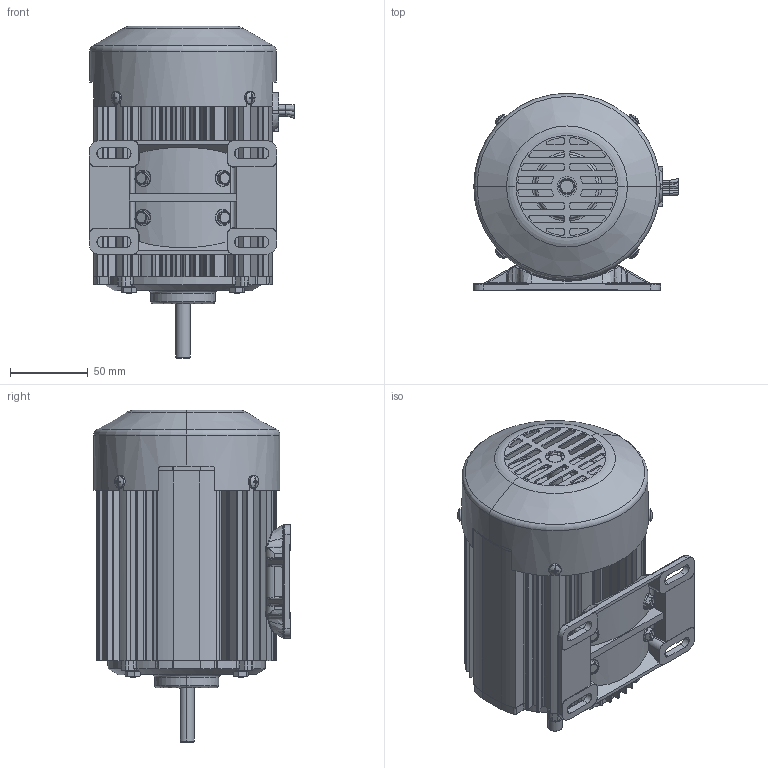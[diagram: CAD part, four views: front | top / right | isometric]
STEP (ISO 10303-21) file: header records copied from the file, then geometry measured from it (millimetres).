
FILE_DESCRIPTION (( 'STEP AP203' ), '1' );
FILE_NAME ('INFM0139.STEP', '2013-12-03T19:08:56', ( 'Sustem Administrator' ), ( 'Bodine Electric Company' ), 'SwSTEP 2.0', 'SolidWorks 2013', '' );
FILE_SCHEMA (( 'CONFIG_CONTROL_DESIGN' ));
Length unit declared in the file: inch
Products named in the file (1): INFM0139
Bounding box: 132.19 x 126.96 x 214.03 mm (x, y, z)
Volume: 1385467.2 mm3; surface area: 247636.5 mm2
Topology: 38 solids, 38 shells, 1830 faces, 4809 edges, 3043 vertices
Faces by surface type: plane 766, cylinder 592, bspline 214, cone 156, torus 66, sphere 36
Entity records: 72987 total; most frequent: CARTESIAN_POINT 29866, ORIENTED_EDGE 9526, DIRECTION 8507, EDGE_CURVE 4763, AXIS2_PLACEMENT_3D 3363, VERTEX_POINT 3039, EDGE_LOOP 1956, ADVANCED_FACE 1830
